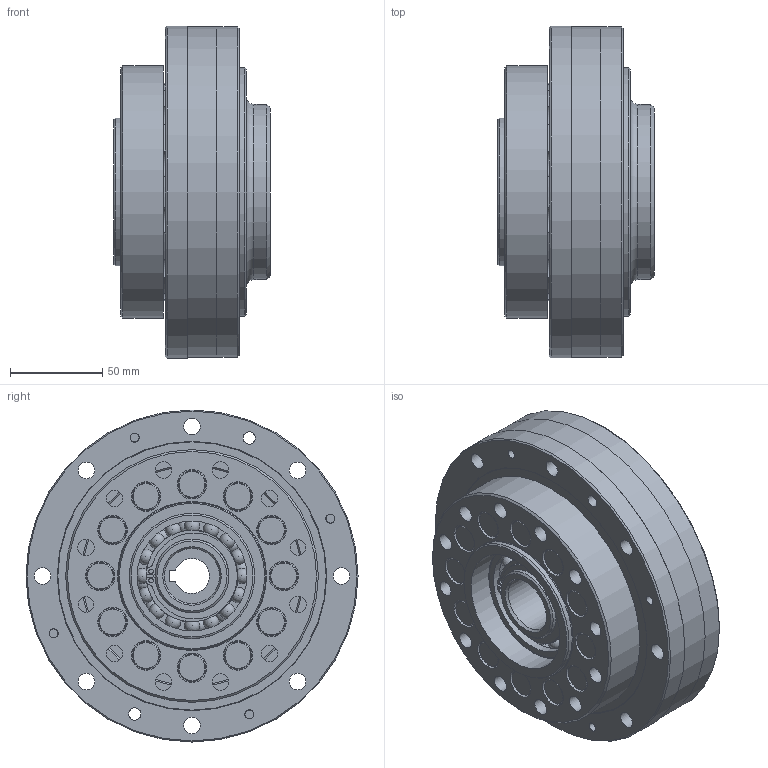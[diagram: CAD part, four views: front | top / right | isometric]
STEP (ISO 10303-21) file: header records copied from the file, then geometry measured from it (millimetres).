
FILE_DESCRIPTION(/* description */ (''),/* implementation_level */ '2;1');
FILE_NAME(/* name */ 'FC-A35_STD.stp',/* time_stamp */ '2017-12-06T10:09:11+09:00',/* author */ ('Ikk_Taniyama'),/* organization */ (''),/* preprocessor_version */ 'ST-DEVELOPER v15.6',/* originating_system */ 'Autodesk Inventor 2015',/* authorisation */ '');
FILE_SCHEMA (('AUTOMOTIVE_DESIGN { 1 0 10303 214 3 1 1 }'));
Length unit declared in the file: millimetre
Products named in the file (1): FC-A35_STD
Bounding box: 85 x 180 x 180 mm (x, y, z)
Volume: 982925.5 mm3; surface area: 222858.2 mm2
Topology: 30 solids, 48 shells, 522 faces, 1204 edges, 763 vertices
Faces by surface type: cylinder 199, plane 169, cone 86, torus 40, sphere 28
Full cylindrical faces by diameter (mm): 2.5 x6, 4.917 x4, 6 x4, 6.6 x4, 6.647 x2, 8.376 x2, 9 x28, 10 x4, 11 x4, 13 x12, 13.038 x12, 14 x12, 15 x12, 16 x12, 30 x1, 38 x2, 40 x6, 43.5 x1, 45.6 x2, 45.992 x1, 46.49 x2, 47.126 x1, 47.751 x1, 49 x1, 49.469 x2, 49.5 x2, 59.5 x2, 59.6 x1, 59.803 x2, 62 x1
Entity records: 13163 total; most frequent: DIRECTION 2414, CARTESIAN_POINT 2024, ORIENTED_EDGE 1558, AXIS2_PLACEMENT_3D 1138, EDGE_LOOP 965, EDGE_CURVE 779, VERTEX_POINT 670, CIRCLE 615
